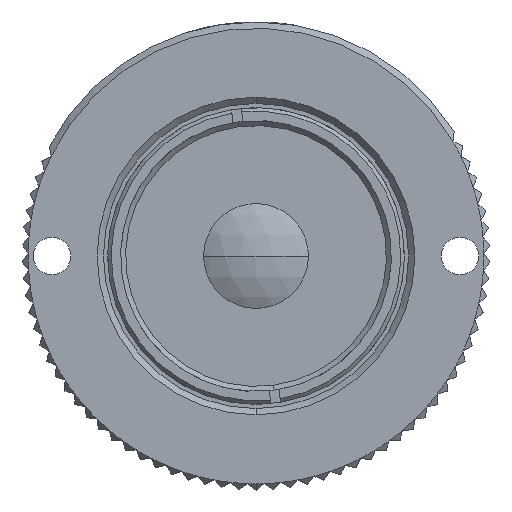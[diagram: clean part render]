
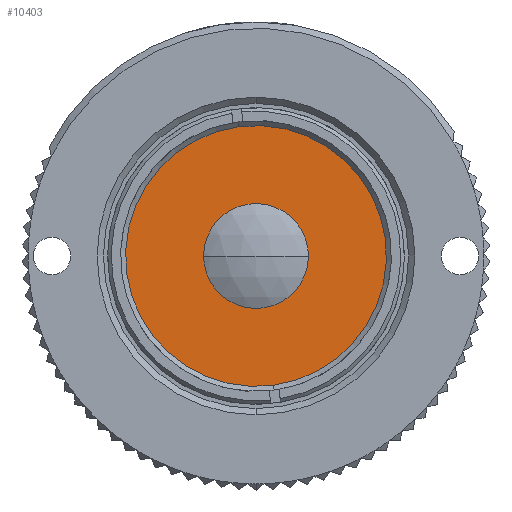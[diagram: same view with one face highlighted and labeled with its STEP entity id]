
A CAD part, left-side view. The second image highlights one B-rep face of the part: STEP entity #10403.
In plain terms, the highlighted planar face has unit normal (-1, 0, 0).
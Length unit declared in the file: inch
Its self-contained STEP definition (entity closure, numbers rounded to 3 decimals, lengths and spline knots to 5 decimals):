
#357 = ORIENTED_EDGE ( 'NONE', *, *, #8774, .F. ) ;
#379 = CARTESIAN_POINT ( 'NONE',  ( 0.04634, 0.32248, 0.33123 ) ) ;
#1108 = DIRECTION ( 'NONE',  ( -1., 0., 0. ) ) ;
#1239 = CIRCLE ( 'NONE', #3618, 0.16535 ) ;
#1459 = AXIS2_PLACEMENT_3D ( 'NONE', #379, #7394, #13062 ) ;
#2502 = CARTESIAN_POINT ( 'NONE',  ( 0.04634, 0.1586, 0.3532 ) ) ;
#2651 = ORIENTED_EDGE ( 'NONE', *, *, #6669, .T. ) ;
#3618 = AXIS2_PLACEMENT_3D ( 'NONE', #12422, #6670, #9455 ) ;
#4494 = VERTEX_POINT ( 'NONE', #15134 ) ;
#5458 = CARTESIAN_POINT ( 'NONE',  ( 0.04634, 0.21327, 0.76097 ) ) ;
#5565 = CARTESIAN_POINT ( 'NONE',  ( 0.04634, 0.18057, 0.51708 ) ) ;
#5810 = AXIS2_PLACEMENT_3D ( 'NONE', #2502, #1108, #12477 ) ;
#6084 = DIRECTION ( 'NONE',  ( -1., 0., 0. ) ) ;
#6428 = EDGE_CURVE ( 'NONE', #11956, #11012, #7000, .T. ) ;
#6510 = AXIS2_PLACEMENT_3D ( 'NONE', #7137, #18374, #10000 ) ;
#6669 = EDGE_CURVE ( 'NONE', #17660, #4494, #14704, .T. ) ;
#6670 = DIRECTION ( 'NONE',  ( -1., 0., 0. ) ) ;
#7000 = CIRCLE ( 'NONE', #7604, 0.16535 ) ;
#7137 = CARTESIAN_POINT ( 'NONE',  ( 0.04634, 0.1586, 0.3532 ) ) ;
#7394 = DIRECTION ( 'NONE',  ( 1., 0., 0. ) ) ;
#7604 = AXIS2_PLACEMENT_3D ( 'NONE', #11931, #6084, #15905 ) ;
#8774 = EDGE_CURVE ( 'NONE', #11012, #11956, #1239, .T. ) ;
#8778 = FACE_BOUND ( 'NONE', #16626, .T. ) ;
#9071 = EDGE_LOOP ( 'NONE', ( #2651, #18119 ) ) ;
#9455 = DIRECTION ( 'NONE',  ( 0., 0.133, 0.991 ) ) ;
#9718 = EDGE_CURVE ( 'NONE', #4494, #17660, #16282, .T. ) ;
#10000 = DIRECTION ( 'NONE',  ( 0., 0.133, 0.991 ) ) ;
#10403 = ADVANCED_FACE ( 'NONE', ( #8778, #14628 ), #14534, .F. ) ;
#11012 = VERTEX_POINT ( 'NONE', #11699 ) ;
#11699 = CARTESIAN_POINT ( 'NONE',  ( 0.04634, 0.13663, 0.18932 ) ) ;
#11931 = CARTESIAN_POINT ( 'NONE',  ( 0.04634, 0.1586, 0.3532 ) ) ;
#11956 = VERTEX_POINT ( 'NONE', #5565 ) ;
#12422 = CARTESIAN_POINT ( 'NONE',  ( 0.04634, 0.1586, 0.3532 ) ) ;
#12477 = DIRECTION ( 'NONE',  ( 0., 0.133, 0.991 ) ) ;
#13062 = DIRECTION ( 'NONE',  ( 0., -0.133, -0.991 ) ) ;
#13397 = ORIENTED_EDGE ( 'NONE', *, *, #6428, .F. ) ;
#14534 = PLANE ( 'NONE',  #1459 ) ;
#14628 = FACE_OUTER_BOUND ( 'NONE', #9071, .T. ) ;
#14704 = CIRCLE ( 'NONE', #5810, 0.41142 ) ;
#15134 = CARTESIAN_POINT ( 'NONE',  ( 0.04634, 0.10393, -0.05457 ) ) ;
#15905 = DIRECTION ( 'NONE',  ( 0., 0.133, 0.991 ) ) ;
#16282 = CIRCLE ( 'NONE', #6510, 0.41142 ) ;
#16626 = EDGE_LOOP ( 'NONE', ( #13397, #357 ) ) ;
#17660 = VERTEX_POINT ( 'NONE', #5458 ) ;
#18119 = ORIENTED_EDGE ( 'NONE', *, *, #9718, .T. ) ;
#18374 = DIRECTION ( 'NONE',  ( -1., 0., 0. ) ) ;
